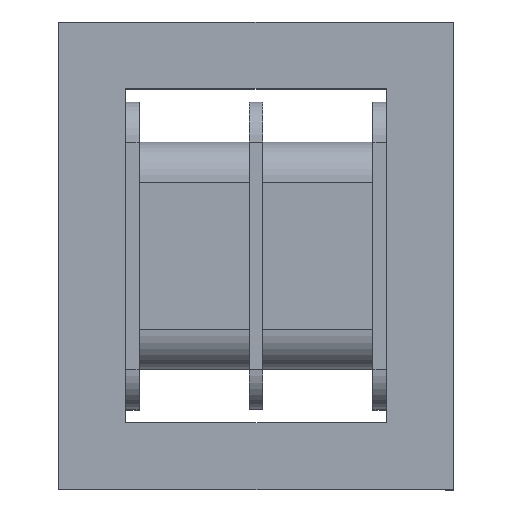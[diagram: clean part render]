
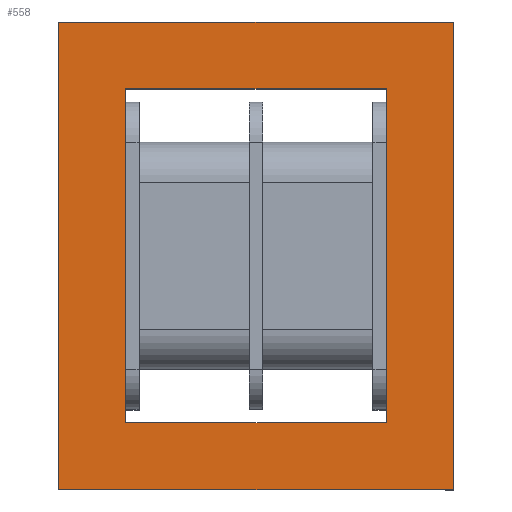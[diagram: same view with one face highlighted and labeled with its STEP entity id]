
A CAD part, top view. The second image highlights one B-rep face of the part: STEP entity #558.
In plain terms, the highlighted planar face has unit normal (0, 0, 1).
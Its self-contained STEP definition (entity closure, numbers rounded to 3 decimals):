
#332=FACE_BOUND('',#910,.T.);
#333=FACE_BOUND('',#911,.T.);
#334=FACE_BOUND('',#912,.T.);
#558=ADVANCED_FACE('',(#332,#333,#334),#656,.T.);
#656=PLANE('',#2793);
#910=EDGE_LOOP('',(#1532,#1533,#1534,#1535));
#911=EDGE_LOOP('',(#1536,#1537,#1538,#1539));
#912=EDGE_LOOP('',(#1540,#1541,#1542,#1543));
#1532=ORIENTED_EDGE('',*,*,#2076,.T.);
#1533=ORIENTED_EDGE('',*,*,#2080,.T.);
#1534=ORIENTED_EDGE('',*,*,#2083,.T.);
#1535=ORIENTED_EDGE('',*,*,#2087,.T.);
#1536=ORIENTED_EDGE('',*,*,#2066,.F.);
#1537=ORIENTED_EDGE('',*,*,#2070,.F.);
#1538=ORIENTED_EDGE('',*,*,#2073,.F.);
#1539=ORIENTED_EDGE('',*,*,#2085,.F.);
#1540=ORIENTED_EDGE('',*,*,#2056,.T.);
#1541=ORIENTED_EDGE('',*,*,#2060,.T.);
#1542=ORIENTED_EDGE('',*,*,#2063,.T.);
#1543=ORIENTED_EDGE('',*,*,#2089,.T.);
#1748=VERTEX_POINT('',#4036);
#1749=VERTEX_POINT('',#4038);
#1751=VERTEX_POINT('',#4044);
#1753=VERTEX_POINT('',#4050);
#1756=VERTEX_POINT('',#4057);
#1757=VERTEX_POINT('',#4059);
#1759=VERTEX_POINT('',#4065);
#1761=VERTEX_POINT('',#4071);
#1764=VERTEX_POINT('',#4078);
#1765=VERTEX_POINT('',#4080);
#1767=VERTEX_POINT('',#4086);
#1769=VERTEX_POINT('',#4092);
#2056=EDGE_CURVE('',#1749,#1748,#2312,.T.);
#2060=EDGE_CURVE('',#1748,#1751,#2316,.T.);
#2063=EDGE_CURVE('',#1751,#1753,#2319,.T.);
#2066=EDGE_CURVE('',#1756,#1757,#2322,.T.);
#2070=EDGE_CURVE('',#1759,#1756,#2326,.T.);
#2073=EDGE_CURVE('',#1761,#1759,#2329,.T.);
#2076=EDGE_CURVE('',#1765,#1764,#2332,.T.);
#2080=EDGE_CURVE('',#1764,#1767,#2336,.T.);
#2083=EDGE_CURVE('',#1767,#1769,#2339,.T.);
#2085=EDGE_CURVE('',#1757,#1761,#2341,.T.);
#2087=EDGE_CURVE('',#1769,#1765,#2343,.T.);
#2089=EDGE_CURVE('',#1753,#1749,#2345,.T.);
#2312=LINE('',#4037,#2568);
#2316=LINE('',#4045,#2572);
#2319=LINE('',#4051,#2575);
#2322=LINE('',#4058,#2578);
#2326=LINE('',#4066,#2582);
#2329=LINE('',#4072,#2585);
#2332=LINE('',#4079,#2588);
#2336=LINE('',#4087,#2592);
#2339=LINE('',#4093,#2595);
#2341=LINE('',#4096,#2597);
#2343=LINE('',#4099,#2599);
#2345=LINE('',#4102,#2601);
#2568=VECTOR('',#3377,1.);
#2572=VECTOR('',#3383,1.);
#2575=VECTOR('',#3388,1.);
#2578=VECTOR('',#3393,1.);
#2582=VECTOR('',#3399,1.);
#2585=VECTOR('',#3404,1.);
#2588=VECTOR('',#3409,1.);
#2592=VECTOR('',#3415,1.);
#2595=VECTOR('',#3420,1.);
#2597=VECTOR('',#3424,1.);
#2599=VECTOR('',#3428,1.);
#2601=VECTOR('',#3432,1.);
#2793=AXIS2_PLACEMENT_3D('',#4104,#3435,#3436);
#3377=DIRECTION('',(0.,1.,0.));
#3383=DIRECTION('',(1.,0.,0.));
#3388=DIRECTION('',(0.,-1.,0.));
#3393=DIRECTION('',(0.,-1.,0.));
#3399=DIRECTION('',(-1.,0.,0.));
#3404=DIRECTION('',(0.,1.,0.));
#3409=DIRECTION('',(0.,-1.,0.));
#3415=DIRECTION('',(1.,0.,0.));
#3420=DIRECTION('',(0.,1.,0.));
#3424=DIRECTION('',(1.,0.,0.));
#3428=DIRECTION('',(-1.,0.,0.));
#3432=DIRECTION('',(-1.,0.,0.));
#3435=DIRECTION('',(0.,0.,1.));
#3436=DIRECTION('',(1.,0.,0.));
#4036=CARTESIAN_POINT('',(5.,24.5,12.));
#4037=CARTESIAN_POINT('',(5.,5.,12.));
#4038=CARTESIAN_POINT('',(5.,5.,12.));
#4044=CARTESIAN_POINT('',(12.5,24.5,12.));
#4045=CARTESIAN_POINT('',(5.,24.5,12.));
#4050=CARTESIAN_POINT('',(12.5,5.,12.));
#4051=CARTESIAN_POINT('',(12.5,24.5,12.));
#4057=CARTESIAN_POINT('',(22.5,24.5,12.));
#4058=CARTESIAN_POINT('',(22.5,24.5,12.));
#4059=CARTESIAN_POINT('',(22.5,5.,12.));
#4065=CARTESIAN_POINT('',(30.,24.5,12.));
#4066=CARTESIAN_POINT('',(30.,24.5,12.));
#4071=CARTESIAN_POINT('',(30.,5.,12.));
#4072=CARTESIAN_POINT('',(30.,5.,12.));
#4078=CARTESIAN_POINT('',(0.,0.,12.));
#4079=CARTESIAN_POINT('',(0.,29.5,12.));
#4080=CARTESIAN_POINT('',(0.,29.5,12.));
#4086=CARTESIAN_POINT('',(35.,0.,12.));
#4087=CARTESIAN_POINT('',(0.,0.,12.));
#4092=CARTESIAN_POINT('',(35.,29.5,12.));
#4093=CARTESIAN_POINT('',(35.,0.,12.));
#4096=CARTESIAN_POINT('',(22.5,5.,12.));
#4099=CARTESIAN_POINT('',(35.,29.5,12.));
#4102=CARTESIAN_POINT('',(12.5,5.,12.));
#4104=CARTESIAN_POINT('',(0.,0.,12.));
